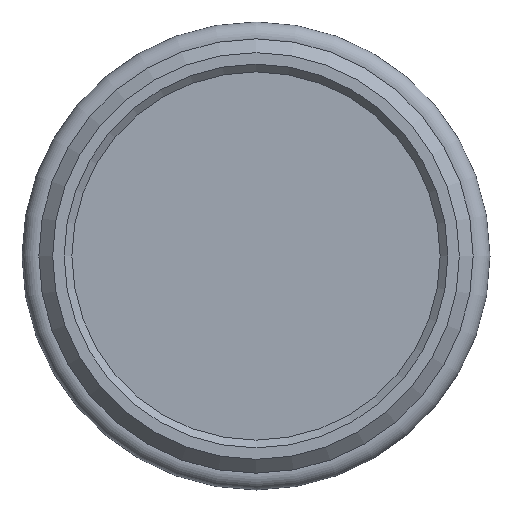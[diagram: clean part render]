
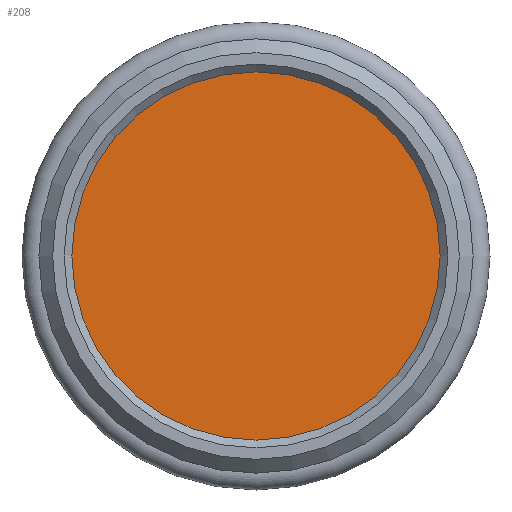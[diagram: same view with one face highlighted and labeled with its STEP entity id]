
A CAD part, front view. The second image highlights one B-rep face of the part: STEP entity #208.
In plain terms, the highlighted planar face has unit normal (0, -1, 0).
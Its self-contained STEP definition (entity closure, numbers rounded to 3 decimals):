
#44=FACE_OUTER_BOUND('',#59,.T.);
#59=EDGE_LOOP('',(#144));
#75=CIRCLE('',#248,12.);
#94=VERTEX_POINT('',#355);
#114=EDGE_CURVE('',#94,#94,#75,.T.);
#144=ORIENTED_EDGE('',*,*,#114,.F.);
#203=PLANE('',#247);
#208=ADVANCED_FACE('',(#44),#203,.F.);
#247=AXIS2_PLACEMENT_3D('',#354,#284,#285);
#248=AXIS2_PLACEMENT_3D('',#356,#286,#287);
#284=DIRECTION('center_axis',(0.,1.,0.));
#285=DIRECTION('ref_axis',(0.,0.,1.));
#286=DIRECTION('center_axis',(0.,1.,0.));
#287=DIRECTION('ref_axis',(1.,0.,0.));
#354=CARTESIAN_POINT('Origin',(-5.78,-6.665,0.));
#355=CARTESIAN_POINT('',(-17.78,-6.665,0.));
#356=CARTESIAN_POINT('Origin',(-5.78,-6.665,0.));
